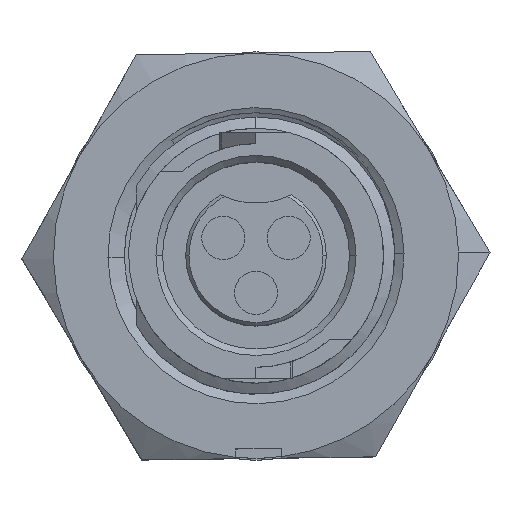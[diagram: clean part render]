
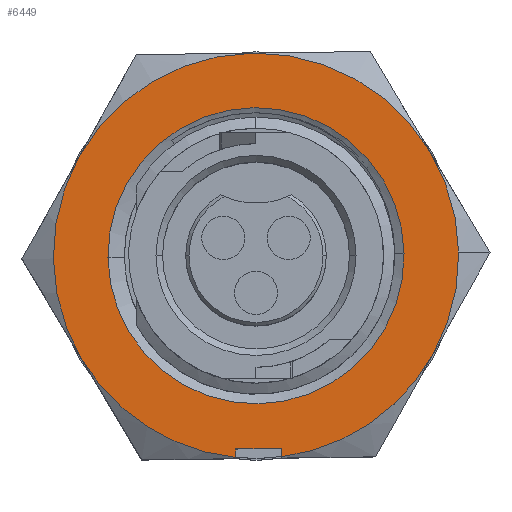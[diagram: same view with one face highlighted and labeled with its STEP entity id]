
A CAD part, top view. The second image highlights one B-rep face of the part: STEP entity #6449.
In plain terms, the highlighted planar face has unit normal (0, 0, 1).
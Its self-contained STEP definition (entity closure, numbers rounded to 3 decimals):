
#73 = DIRECTION ( 'NONE',  ( 1., 0.013, 0. ) ) ;
#570 = DIRECTION ( 'NONE',  ( 1., 0.013, 0. ) ) ;
#737 = EDGE_CURVE ( 'NONE', #5787, #2462, #8726, .T. ) ;
#780 = CIRCLE ( 'NONE', #11440, 7.874 ) ;
#892 = VERTEX_POINT ( 'NONE', #11304 ) ;
#1010 = ORIENTED_EDGE ( 'NONE', *, *, #11960, .F. ) ;
#1050 = CARTESIAN_POINT ( 'NONE',  ( 0., 0., 9.65 ) ) ;
#1203 = VECTOR ( 'NONE', #10007, 1000. ) ;
#1339 = DIRECTION ( 'NONE',  ( 0., 0., -1. ) ) ;
#1403 = EDGE_LOOP ( 'NONE', ( #2903, #6641, #10088, #10827, #8771, #10173, #9524, #4027, #4533, #1010 ) ) ;
#1852 = LINE ( 'NONE', #4864, #8281 ) ;
#1878 = EDGE_CURVE ( 'NONE', #10983, #2200, #7472, .T. ) ;
#1906 = CARTESIAN_POINT ( 'NONE',  ( 0., 0., 9.65 ) ) ;
#1974 = CARTESIAN_POINT ( 'NONE',  ( -0.784, -7.835, 9.65 ) ) ;
#2200 = VERTEX_POINT ( 'NONE', #2422 ) ;
#2236 = AXIS2_PLACEMENT_3D ( 'NONE', #9408, #1339, #4421 ) ;
#2422 = CARTESIAN_POINT ( 'NONE',  ( 0.994, -7.811, 9.65 ) ) ;
#2462 = VERTEX_POINT ( 'NONE', #5749 ) ;
#2710 = DIRECTION ( 'NONE',  ( 1., 0.013, 0. ) ) ;
#2745 = CARTESIAN_POINT ( 'NONE',  ( -0.788, -7.504, 9.65 ) ) ;
#2765 = EDGE_CURVE ( 'NONE', #6817, #11127, #780, .T. ) ;
#2903 = ORIENTED_EDGE ( 'NONE', *, *, #8561, .F. ) ;
#2958 = DIRECTION ( 'NONE',  ( 0., 0., -1. ) ) ;
#2968 = EDGE_CURVE ( 'NONE', #5058, #10824, #12610, .T. ) ;
#3021 = CARTESIAN_POINT ( 'NONE',  ( -0.211, 15.747, 9.65 ) ) ;
#3087 = PLANE ( 'NONE',  #7899 ) ;
#3155 = EDGE_CURVE ( 'NONE', #2200, #892, #1852, .T. ) ;
#3298 = DIRECTION ( 'NONE',  ( -0.013, 1., 0. ) ) ;
#3299 = CIRCLE ( 'NONE', #11653, 5.753 ) ;
#3596 = EDGE_CURVE ( 'NONE', #12250, #10983, #9554, .T. ) ;
#3820 = CARTESIAN_POINT ( 'NONE',  ( 0., 0., 9.65 ) ) ;
#3902 = AXIS2_PLACEMENT_3D ( 'NONE', #11607, #7812, #8986 ) ;
#4027 = ORIENTED_EDGE ( 'NONE', *, *, #2765, .F. ) ;
#4421 = DIRECTION ( 'NONE',  ( 1., 0.013, 0. ) ) ;
#4422 = EDGE_CURVE ( 'NONE', #2462, #5787, #3299, .T. ) ;
#4533 = ORIENTED_EDGE ( 'NONE', *, *, #6098, .F. ) ;
#4588 = AXIS2_PLACEMENT_3D ( 'NONE', #9042, #10881, #11074 ) ;
#4852 = DIRECTION ( 'NONE',  ( 0., 0., -1. ) ) ;
#4864 = CARTESIAN_POINT ( 'NONE',  ( 1.009, -8.925, 9.65 ) ) ;
#4877 = CARTESIAN_POINT ( 'NONE',  ( -5.753, -0.077, 9.65 ) ) ;
#5028 = DIRECTION ( 'NONE',  ( 0., 0., -1. ) ) ;
#5058 = VERTEX_POINT ( 'NONE', #2745 ) ;
#5134 = CARTESIAN_POINT ( 'NONE',  ( -6.871, 3.845, 9.65 ) ) ;
#5485 = CARTESIAN_POINT ( 'NONE',  ( 7.873, 0.106, 9.65 ) ) ;
#5749 = CARTESIAN_POINT ( 'NONE',  ( 5.753, 0.077, 9.65 ) ) ;
#5787 = VERTEX_POINT ( 'NONE', #4877 ) ;
#5966 = DIRECTION ( 'NONE',  ( 1., 0.013, 0. ) ) ;
#6098 = EDGE_CURVE ( 'NONE', #6702, #6817, #7046, .T. ) ;
#6449 = ADVANCED_FACE ( 'NONE', ( #8066, #12057 ), #3087, .F. ) ;
#6616 = EDGE_CURVE ( 'NONE', #892, #5058, #7171, .T. ) ;
#6619 = AXIS2_PLACEMENT_3D ( 'NONE', #10519, #11690, #2710 ) ;
#6641 = ORIENTED_EDGE ( 'NONE', *, *, #2968, .F. ) ;
#6702 = VERTEX_POINT ( 'NONE', #5134 ) ;
#6817 = VERTEX_POINT ( 'NONE', #11303 ) ;
#7044 = AXIS2_PLACEMENT_3D ( 'NONE', #3820, #4852, #12578 ) ;
#7046 = CIRCLE ( 'NONE', #2236, 7.874 ) ;
#7077 = DIRECTION ( 'NONE',  ( 0., 0., -1. ) ) ;
#7156 = EDGE_LOOP ( 'NONE', ( #7354, #11115 ) ) ;
#7171 = LINE ( 'NONE', #12084, #1203 ) ;
#7305 = CIRCLE ( 'NONE', #4588, 7.874 ) ;
#7354 = ORIENTED_EDGE ( 'NONE', *, *, #737, .T. ) ;
#7435 = VECTOR ( 'NONE', #10554, 1000. ) ;
#7472 = CIRCLE ( 'NONE', #6619, 7.874 ) ;
#7812 = DIRECTION ( 'NONE',  ( 0., 0., -1. ) ) ;
#7899 = AXIS2_PLACEMENT_3D ( 'NONE', #3021, #2958, #5966 ) ;
#8066 = FACE_BOUND ( 'NONE', #7156, .T. ) ;
#8091 = AXIS2_PLACEMENT_3D ( 'NONE', #8094, #12085, #570 ) ;
#8094 = CARTESIAN_POINT ( 'NONE',  ( 0., 0., 9.65 ) ) ;
#8281 = VECTOR ( 'NONE', #3298, 1000. ) ;
#8406 = CARTESIAN_POINT ( 'NONE',  ( 6.766, 4.028, 9.65 ) ) ;
#8561 = EDGE_CURVE ( 'NONE', #10824, #12501, #11680, .T. ) ;
#8726 = CIRCLE ( 'NONE', #8091, 5.753 ) ;
#8771 = ORIENTED_EDGE ( 'NONE', *, *, #1878, .F. ) ;
#8986 = DIRECTION ( 'NONE',  ( 1., 0.013, 0. ) ) ;
#9042 = CARTESIAN_POINT ( 'NONE',  ( 0., 0., 9.65 ) ) ;
#9072 = DIRECTION ( 'NONE',  ( 0., 0., -1. ) ) ;
#9408 = CARTESIAN_POINT ( 'NONE',  ( 0., 0., 9.65 ) ) ;
#9524 = ORIENTED_EDGE ( 'NONE', *, *, #9731, .F. ) ;
#9554 = CIRCLE ( 'NONE', #3902, 7.874 ) ;
#9731 = EDGE_CURVE ( 'NONE', #11127, #12250, #7305, .T. ) ;
#10007 = DIRECTION ( 'NONE',  ( -1., -0.013, 0. ) ) ;
#10064 = CARTESIAN_POINT ( 'NONE',  ( 0., 0., 9.65 ) ) ;
#10088 = ORIENTED_EDGE ( 'NONE', *, *, #6616, .F. ) ;
#10173 = ORIENTED_EDGE ( 'NONE', *, *, #3596, .F. ) ;
#10434 = AXIS2_PLACEMENT_3D ( 'NONE', #10064, #9072, #12079 ) ;
#10519 = CARTESIAN_POINT ( 'NONE',  ( 0., 0., 9.65 ) ) ;
#10554 = DIRECTION ( 'NONE',  ( 0.013, -1., 0. ) ) ;
#10824 = VERTEX_POINT ( 'NONE', #1974 ) ;
#10827 = ORIENTED_EDGE ( 'NONE', *, *, #3155, .F. ) ;
#10881 = DIRECTION ( 'NONE',  ( 0., 0., -1. ) ) ;
#10983 = VERTEX_POINT ( 'NONE', #12840 ) ;
#11074 = DIRECTION ( 'NONE',  ( 1., 0.013, 0. ) ) ;
#11115 = ORIENTED_EDGE ( 'NONE', *, *, #4422, .T. ) ;
#11127 = VERTEX_POINT ( 'NONE', #8406 ) ;
#11303 = CARTESIAN_POINT ( 'NONE',  ( -0.106, 7.873, 9.65 ) ) ;
#11304 = CARTESIAN_POINT ( 'NONE',  ( 0.99, -7.48, 9.65 ) ) ;
#11440 = AXIS2_PLACEMENT_3D ( 'NONE', #1050, #5028, #73 ) ;
#11607 = CARTESIAN_POINT ( 'NONE',  ( 0., 0., 9.65 ) ) ;
#11634 = CARTESIAN_POINT ( 'NONE',  ( -0.769, -8.949, 9.65 ) ) ;
#11653 = AXIS2_PLACEMENT_3D ( 'NONE', #1906, #7077, #11992 ) ;
#11680 = CIRCLE ( 'NONE', #10434, 7.874 ) ;
#11690 = DIRECTION ( 'NONE',  ( 0., 0., -1. ) ) ;
#11881 = CARTESIAN_POINT ( 'NONE',  ( -6.766, -4.028, 9.65 ) ) ;
#11960 = EDGE_CURVE ( 'NONE', #12501, #6702, #12691, .T. ) ;
#11992 = DIRECTION ( 'NONE',  ( 1., 0.013, 0. ) ) ;
#12057 = FACE_OUTER_BOUND ( 'NONE', #1403, .T. ) ;
#12079 = DIRECTION ( 'NONE',  ( 1., 0.013, 0. ) ) ;
#12084 = CARTESIAN_POINT ( 'NONE',  ( 0.99, -7.48, 9.65 ) ) ;
#12085 = DIRECTION ( 'NONE',  ( 0., 0., -1. ) ) ;
#12250 = VERTEX_POINT ( 'NONE', #5485 ) ;
#12501 = VERTEX_POINT ( 'NONE', #11881 ) ;
#12578 = DIRECTION ( 'NONE',  ( 1., 0.013, 0. ) ) ;
#12610 = LINE ( 'NONE', #11634, #7435 ) ;
#12691 = CIRCLE ( 'NONE', #7044, 7.874 ) ;
#12840 = CARTESIAN_POINT ( 'NONE',  ( 6.871, -3.845, 9.65 ) ) ;
